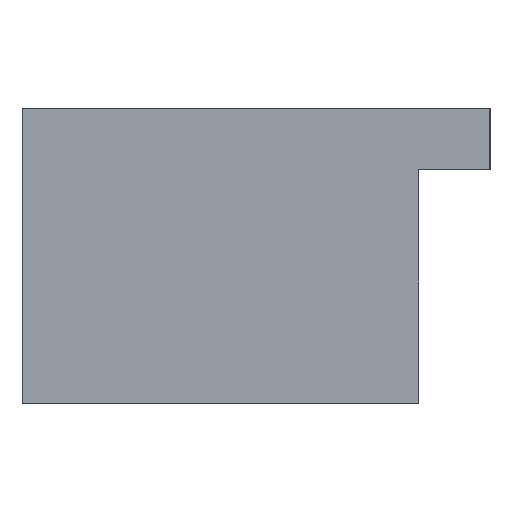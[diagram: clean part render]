
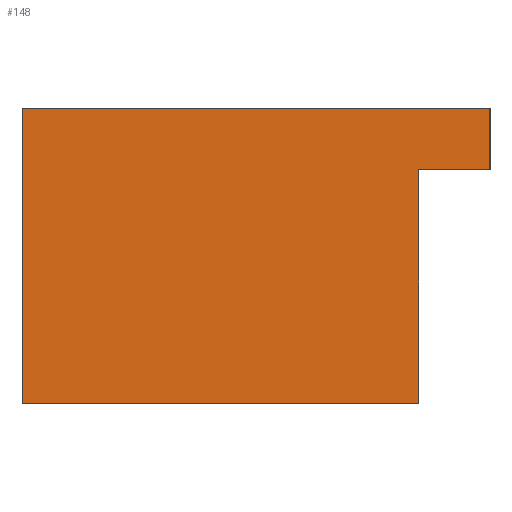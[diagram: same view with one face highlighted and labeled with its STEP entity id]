
A CAD part, left-side view. The second image highlights one B-rep face of the part: STEP entity #148.
In plain terms, the highlighted planar face has unit normal (-1, 0, 0).
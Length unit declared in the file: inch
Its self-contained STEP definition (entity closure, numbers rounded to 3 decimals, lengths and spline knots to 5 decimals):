
#22=FACE_OUTER_BOUND('',#30,.T.);
#30=EDGE_LOOP('',(#127,#128,#129,#130,#131,#132));
#37=LINE('',#224,#55);
#40=LINE('',#229,#58);
#42=LINE('',#233,#60);
#44=LINE('',#237,#62);
#46=LINE('',#241,#64);
#48=LINE('',#244,#66);
#55=VECTOR('',#183,0.3937);
#58=VECTOR('',#188,0.3937);
#60=VECTOR('',#192,0.3937);
#62=VECTOR('',#196,0.3937);
#64=VECTOR('',#200,0.3937);
#66=VECTOR('',#204,0.3937);
#73=VERTEX_POINT('',#222);
#74=VERTEX_POINT('',#223);
#75=VERTEX_POINT('',#228);
#76=VERTEX_POINT('',#232);
#77=VERTEX_POINT('',#236);
#78=VERTEX_POINT('',#240);
#85=EDGE_CURVE('',#73,#74,#37,.T.);
#88=EDGE_CURVE('',#74,#75,#40,.T.);
#90=EDGE_CURVE('',#76,#73,#42,.T.);
#92=EDGE_CURVE('',#75,#77,#44,.T.);
#94=EDGE_CURVE('',#77,#78,#46,.T.);
#96=EDGE_CURVE('',#78,#76,#48,.T.);
#127=ORIENTED_EDGE('',*,*,#96,.F.);
#128=ORIENTED_EDGE('',*,*,#94,.F.);
#129=ORIENTED_EDGE('',*,*,#92,.F.);
#130=ORIENTED_EDGE('',*,*,#88,.F.);
#131=ORIENTED_EDGE('',*,*,#85,.F.);
#132=ORIENTED_EDGE('',*,*,#90,.F.);
#140=PLANE('',#170);
#148=ADVANCED_FACE('',(#22),#140,.F.);
#170=AXIS2_PLACEMENT_3D('',#245,#205,#206);
#183=DIRECTION('',(0.,-1.,0.));
#188=DIRECTION('',(0.,0.,-1.));
#192=DIRECTION('',(0.,0.,1.));
#196=DIRECTION('',(0.,1.,0.));
#200=DIRECTION('',(0.,0.,-1.));
#204=DIRECTION('',(0.,1.,0.));
#205=DIRECTION('center_axis',(1.,0.,0.));
#206=DIRECTION('ref_axis',(0.,0.,-1.));
#222=CARTESIAN_POINT('',(34.875,47.25,0.));
#223=CARTESIAN_POINT('',(34.875,41.5,0.));
#224=CARTESIAN_POINT('',(34.875,18.625,0.));
#228=CARTESIAN_POINT('',(34.875,41.5,-0.75));
#229=CARTESIAN_POINT('',(34.875,41.5,0.375));
#232=CARTESIAN_POINT('',(34.875,47.25,-3.625));
#233=CARTESIAN_POINT('',(34.875,47.25,0.75));
#236=CARTESIAN_POINT('',(34.875,42.375,-0.75));
#237=CARTESIAN_POINT('',(34.875,19.0625,-0.75));
#240=CARTESIAN_POINT('',(34.875,42.375,-3.625));
#241=CARTESIAN_POINT('',(34.875,42.375,-1.0625));
#244=CARTESIAN_POINT('',(34.875,21.5,-3.625));
#245=CARTESIAN_POINT('Origin',(34.875,-4.25,1.5));
